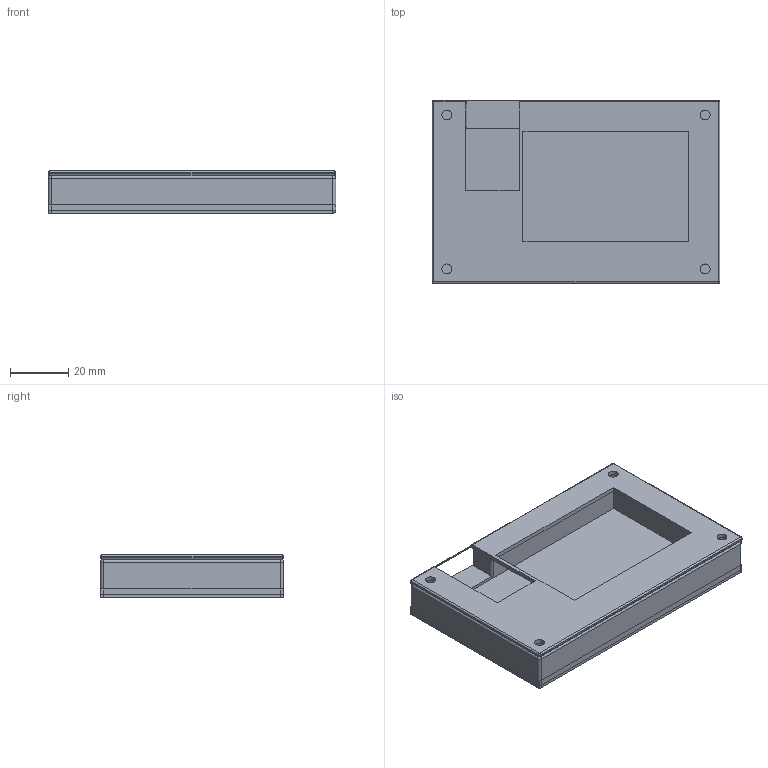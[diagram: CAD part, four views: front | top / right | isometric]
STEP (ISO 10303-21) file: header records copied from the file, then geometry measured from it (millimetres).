
FILE_DESCRIPTION(/* description */ (''),/* implementation_level */ '2;1');
FILE_NAME(/* name */ 'CombinedBox.step',/* time_stamp */ '2025-12-04T00:08:18-05:00',/* author */ (''),/* organization */ (''),/* preprocessor_version */ 'ST-DEVELOPER v20.1',/* originating_system */ 'Autodesk Translation Framework v14.21.0.0',/* authorisation */ '');
FILE_SCHEMA (('AUTOMOTIVE_DESIGN { 1 0 10303 214 3 1 1 }'));
Length unit declared in the file: millimetre
Products named in the file (4): CombinedBox; replicated switch position on rectangle; MacroBoardV0; KeyboardFrame
Assembly tree (3 placements, depth 3):
  CombinedBox
    replicated switch position on rectangle
    MacroBoardV0
      KeyboardFrame
Bounding box: 99 x 63 x 14.5 mm (x, y, z)
Volume: 61980.6 mm3; surface area: 42818.5 mm2
Topology: 5 solids, 5 shells, 509 faces, 1317 edges, 842 vertices
Faces by surface type: bspline 215, plane 196, cylinder 66, sphere 24, torus 8
Full cylindrical faces by diameter (mm): 3.4 x7, 3.44 x1, 6 x8
Entity records: 17507 total; most frequent: CARTESIAN_POINT 6330, ORIENTED_EDGE 2634, DIRECTION 1647, EDGE_CURVE 1317, VERTEX_POINT 842, LINE 729, VECTOR 729, EDGE_LOOP 553
